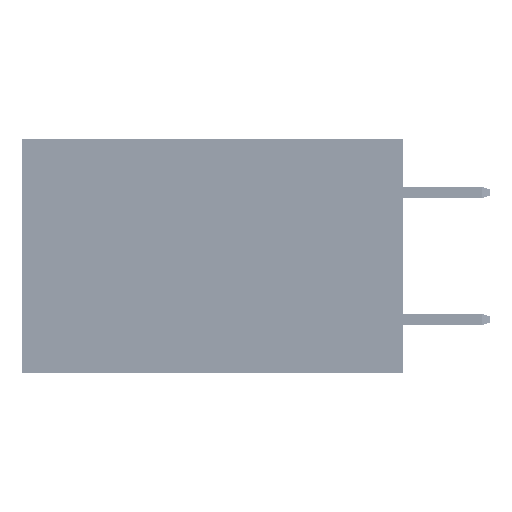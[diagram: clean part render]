
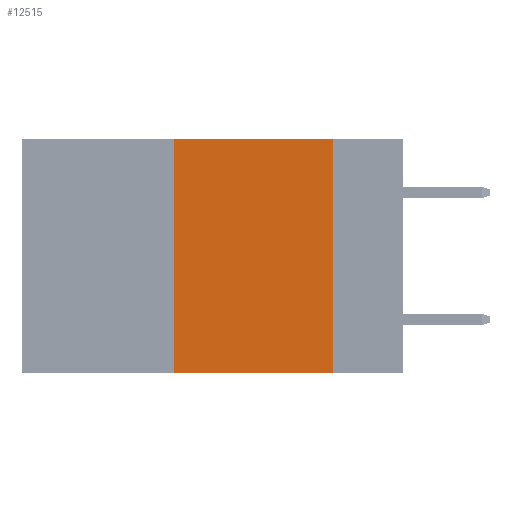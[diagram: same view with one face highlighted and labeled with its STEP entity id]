
A CAD part, left-side view. The second image highlights one B-rep face of the part: STEP entity #12515.
In plain terms, the highlighted planar face has unit normal (-1, 0, 0).
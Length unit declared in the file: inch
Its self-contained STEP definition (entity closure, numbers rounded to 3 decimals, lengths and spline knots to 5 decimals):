
#403 = DIRECTION ( 'NONE',  ( 0., 0., 1. ) ) ;
#3140 = VECTOR ( 'NONE', #21582, 39.37008 ) ;
#3510 = CARTESIAN_POINT ( 'NONE',  ( 0., 0.36, -0.37 ) ) ;
#5391 = DIRECTION ( 'NONE',  ( 0., 0., -1. ) ) ;
#5840 = VERTEX_POINT ( 'NONE', #26568 ) ;
#5904 = CARTESIAN_POINT ( 'NONE',  ( 0., 0.6, 0. ) ) ;
#6795 = VECTOR ( 'NONE', #403, 39.37008 ) ;
#7998 = VERTEX_POINT ( 'NONE', #3510 ) ;
#8298 = ORIENTED_EDGE ( 'NONE', *, *, #50872, .F. ) ;
#9081 = VERTEX_POINT ( 'NONE', #37335 ) ;
#9384 = VECTOR ( 'NONE', #36485, 39.37008 ) ;
#12515 = ADVANCED_FACE ( 'NONE', ( #34688 ), #41880, .F. ) ;
#12971 = EDGE_CURVE ( 'NONE', #5840, #9081, #30376, .T. ) ;
#13319 = CARTESIAN_POINT ( 'NONE',  ( 0., 0.11, 0. ) ) ;
#15950 = LINE ( 'NONE', #20248, #9384 ) ;
#16294 = DIRECTION ( 'NONE',  ( 0., -1., 0. ) ) ;
#17790 = VECTOR ( 'NONE', #16294, 39.37008 ) ;
#20248 = CARTESIAN_POINT ( 'NONE',  ( 0., 0.6, -0.37 ) ) ;
#21582 = DIRECTION ( 'NONE',  ( 0., 0., -1. ) ) ;
#21923 = DIRECTION ( 'NONE',  ( 1., 0., 0. ) ) ;
#23445 = EDGE_LOOP ( 'NONE', ( #36079, #27262, #8298, #32263 ) ) ;
#24887 = CARTESIAN_POINT ( 'NONE',  ( 0., 0.36, 0. ) ) ;
#26568 = CARTESIAN_POINT ( 'NONE',  ( 0., 0.11, 0. ) ) ;
#27262 = ORIENTED_EDGE ( 'NONE', *, *, #49640, .F. ) ;
#30376 = LINE ( 'NONE', #13319, #3140 ) ;
#32263 = ORIENTED_EDGE ( 'NONE', *, *, #51263, .T. ) ;
#32377 = VERTEX_POINT ( 'NONE', #41273 ) ;
#34688 = FACE_OUTER_BOUND ( 'NONE', #23445, .T. ) ;
#36079 = ORIENTED_EDGE ( 'NONE', *, *, #12971, .F. ) ;
#36309 = LINE ( 'NONE', #52547, #17790 ) ;
#36485 = DIRECTION ( 'NONE',  ( 0., -1., 0. ) ) ;
#37335 = CARTESIAN_POINT ( 'NONE',  ( 0., 0.11, -0.37 ) ) ;
#40361 = LINE ( 'NONE', #24887, #6795 ) ;
#41273 = CARTESIAN_POINT ( 'NONE',  ( 0., 0.36, 0. ) ) ;
#41880 = PLANE ( 'NONE',  #49845 ) ;
#49640 = EDGE_CURVE ( 'NONE', #32377, #5840, #36309, .T. ) ;
#49845 = AXIS2_PLACEMENT_3D ( 'NONE', #5904, #21923, #5391 ) ;
#50872 = EDGE_CURVE ( 'NONE', #7998, #32377, #40361, .T. ) ;
#51263 = EDGE_CURVE ( 'NONE', #7998, #9081, #15950, .T. ) ;
#52547 = CARTESIAN_POINT ( 'NONE',  ( 0., 0.6, 0. ) ) ;
